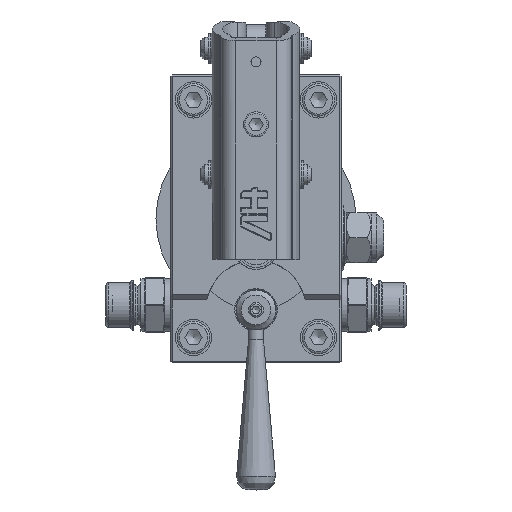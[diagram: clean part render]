
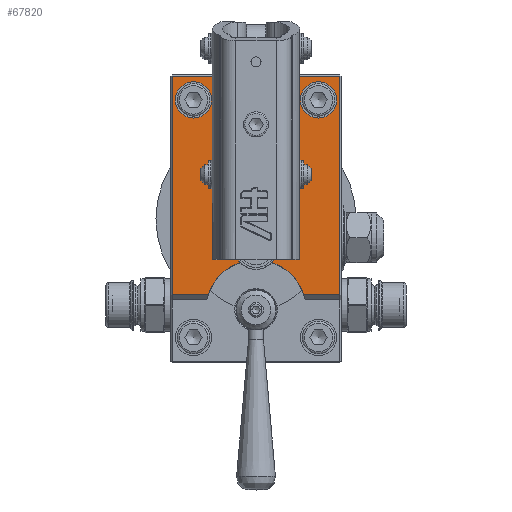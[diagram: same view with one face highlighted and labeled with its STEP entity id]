
A CAD part, top view. The second image highlights one B-rep face of the part: STEP entity #67820.
In plain terms, the highlighted planar face has unit normal (0, 0, 1).
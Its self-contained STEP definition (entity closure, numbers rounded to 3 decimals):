
#67709=CARTESIAN_POINT('',(19.25,75.0,48.));
#67710=VERTEX_POINT('',#67709);
#67711=CARTESIAN_POINT('',(34.,75.0,48.));
#67712=DIRECTION('',(0.0,0.0,1.0));
#67713=DIRECTION('',(1.0,0.0,0.0));
#67714=AXIS2_PLACEMENT_3D('',#67711,#67712,#67713);
#67715=CIRCLE('',#67714,14.75);
#67716=EDGE_CURVE('',#67710,#67710,#67715,.T.);
#67721=CARTESIAN_POINT('',(34.,57.5,48.));
#67722=DIRECTION('',(0.0,0.0,1.0));
#67723=DIRECTION('',(1.0,0.0,0.0));
#67724=AXIS2_PLACEMENT_3D('',#67721,#67722,#67723);
#67725=PLANE('',#67724);
#67726=CARTESIAN_POINT('',(27.661,39.969,48.));
#67727=VERTEX_POINT('',#67726);
#67728=CARTESIAN_POINT('',(40.339,39.969,48.));
#67729=VERTEX_POINT('',#67728);
#67730=CARTESIAN_POINT('',(34.,46.0,48.));
#67731=DIRECTION('',(0.0,0.0,-1.0));
#67732=DIRECTION('',(1.0,0.0,0.0));
#67733=AXIS2_PLACEMENT_3D('',#67730,#67731,#67732);
#67734=CIRCLE('',#67733,8.75);
#67735=EDGE_CURVE('',#67727,#67729,#67734,.T.);
#67736=ORIENTED_EDGE('',*,*,#67735,.T.);
#67737=CARTESIAN_POINT('',(53.079,27.,48.));
#67738=VERTEX_POINT('',#67737);
#67739=CARTESIAN_POINT('',(34.,21.,48.));
#67740=DIRECTION('',(0.0,0.0,-1.0));
#67741=DIRECTION('',(-1.0,0.0,0.0));
#67742=AXIS2_PLACEMENT_3D('',#67739,#67740,#67741);
#67743=CIRCLE('',#67742,20.0);
#67744=EDGE_CURVE('',#67729,#67738,#67743,.T.);
#67745=ORIENTED_EDGE('',*,*,#67744,.T.);
#67746=CARTESIAN_POINT('',(67.5,27.,48.));
#67747=VERTEX_POINT('',#67746);
#67748=CARTESIAN_POINT('',(67.5,27.,48.));
#67749=DIRECTION('',(-1.0,0.0,0.0));
#67750=VECTOR('',#67749,14.421);
#67751=LINE('',#67748,#67750);
#67752=EDGE_CURVE('',#67747,#67738,#67751,.T.);
#67753=ORIENTED_EDGE('',*,*,#67752,.F.);
#67754=CARTESIAN_POINT('',(67.5,114.5,48.));
#67755=VERTEX_POINT('',#67754);
#67756=CARTESIAN_POINT('',(67.5,114.5,48.));
#67757=DIRECTION('',(0.0,-1.0,0.0));
#67758=VECTOR('',#67757,87.5);
#67759=LINE('',#67756,#67758);
#67760=EDGE_CURVE('',#67755,#67747,#67759,.T.);
#67761=ORIENTED_EDGE('',*,*,#67760,.F.);
#67762=CARTESIAN_POINT('',(0.5,114.5,48.));
#67763=VERTEX_POINT('',#67762);
#67764=CARTESIAN_POINT('',(0.5,114.5,48.));
#67765=DIRECTION('',(1.0,0.0,0.0));
#67766=VECTOR('',#67765,67.0);
#67767=LINE('',#67764,#67766);
#67768=EDGE_CURVE('',#67763,#67755,#67767,.T.);
#67769=ORIENTED_EDGE('',*,*,#67768,.F.);
#67770=CARTESIAN_POINT('',(0.5,27.,48.));
#67771=VERTEX_POINT('',#67770);
#67772=CARTESIAN_POINT('',(0.5,27.,48.));
#67773=DIRECTION('',(0.0,1.0,0.0));
#67774=VECTOR('',#67773,87.5);
#67775=LINE('',#67772,#67774);
#67776=EDGE_CURVE('',#67771,#67763,#67775,.T.);
#67777=ORIENTED_EDGE('',*,*,#67776,.F.);
#67778=CARTESIAN_POINT('',(14.921,27.,48.));
#67779=VERTEX_POINT('',#67778);
#67780=CARTESIAN_POINT('',(14.921,27.,48.));
#67781=DIRECTION('',(-1.0,0.0,0.0));
#67782=VECTOR('',#67781,14.421);
#67783=LINE('',#67780,#67782);
#67784=EDGE_CURVE('',#67779,#67771,#67783,.T.);
#67785=ORIENTED_EDGE('',*,*,#67784,.F.);
#67786=CARTESIAN_POINT('',(34.,21.,48.));
#67787=DIRECTION('',(0.0,0.0,-1.0));
#67788=DIRECTION('',(-1.0,0.0,0.0));
#67789=AXIS2_PLACEMENT_3D('',#67786,#67787,#67788);
#67790=CIRCLE('',#67789,20.0);
#67791=EDGE_CURVE('',#67779,#67727,#67790,.T.);
#67792=ORIENTED_EDGE('',*,*,#67791,.T.);
#67793=EDGE_LOOP('',(#67736,#67745,#67753,#67761,#67769,#67777,#67785,#67792));
#67794=FACE_OUTER_BOUND('',#67793,.T.);
#67795=CARTESIAN_POINT('',(66.25,105.0,48.));
#67796=VERTEX_POINT('',#67795);
#67797=CARTESIAN_POINT('',(59.,105.0,48.));
#67798=DIRECTION('',(0.0,0.0,-1.0));
#67799=DIRECTION('',(-1.0,0.0,0.0));
#67800=AXIS2_PLACEMENT_3D('',#67797,#67798,#67799);
#67801=CIRCLE('',#67800,7.25);
#67802=EDGE_CURVE('',#67796,#67796,#67801,.T.);
#67803=ORIENTED_EDGE('',*,*,#67802,.T.);
#67804=EDGE_LOOP('',(#67803));
#67805=FACE_BOUND('',#67804,.T.);
#67806=CARTESIAN_POINT('',(16.25,105.0,48.));
#67807=VERTEX_POINT('',#67806);
#67808=CARTESIAN_POINT('',(9.,105.0,48.));
#67809=DIRECTION('',(0.0,0.0,-1.0));
#67810=DIRECTION('',(-1.0,0.0,0.0));
#67811=AXIS2_PLACEMENT_3D('',#67808,#67809,#67810);
#67812=CIRCLE('',#67811,7.25);
#67813=EDGE_CURVE('',#67807,#67807,#67812,.T.);
#67814=ORIENTED_EDGE('',*,*,#67813,.T.);
#67815=EDGE_LOOP('',(#67814));
#67816=FACE_BOUND('',#67815,.T.);
#67817=ORIENTED_EDGE('',*,*,#67716,.F.);
#67818=EDGE_LOOP('',(#67817));
#67819=FACE_BOUND('',#67818,.T.);
#67820=ADVANCED_FACE('',(#67794,#67805,#67816,#67819),#67725,.T.);
